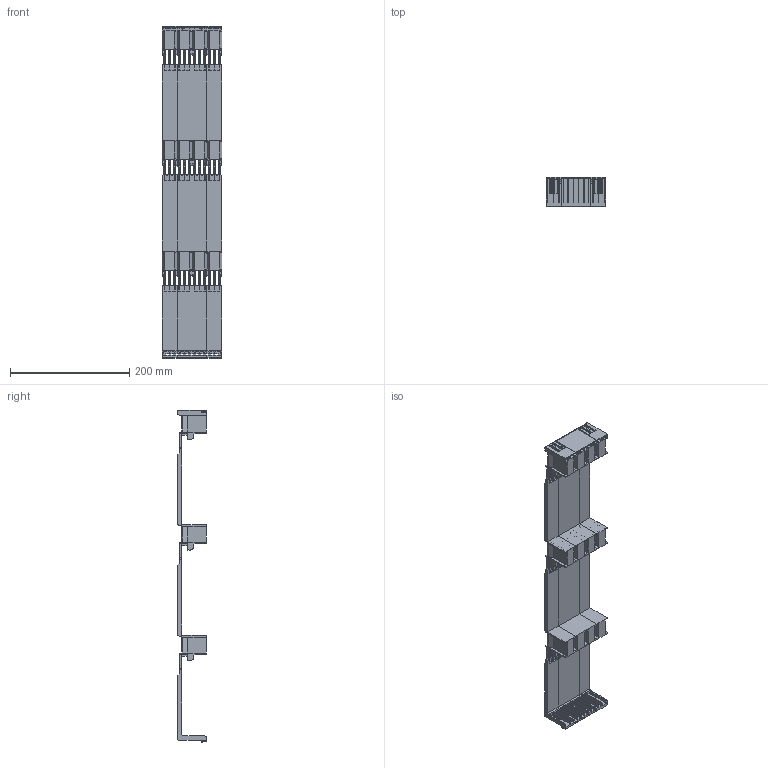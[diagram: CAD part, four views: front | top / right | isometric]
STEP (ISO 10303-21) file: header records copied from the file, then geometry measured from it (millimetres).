
FILE_DESCRIPTION(/* description */ ('STEP AP214'),/* implementation_level */ '2;1');
FILE_NAME(/* name */ '01434',/* time_stamp */ '2023-09-18T10:47:26+02:00',/* author */ ('License CC BY-ND 4.0'),/* organization */ ('CADENAS'),/* preprocessor_version */ 'ST-DEVELOPER v19.3',/* originating_system */ 'PARTsolutions',/* authorisation */ ' ');
FILE_SCHEMA (('AUTOMOTIVE_DESIGN {1 0 10303 214 3 1 1}'));
Length unit declared in the file: millimetre
Products named in the file (4): 01434; 01434000A-end_cover_M1001; 01434000A-end_cover_R1001; 01434000A-end_cover_L1001
Assembly tree (3 placements, depth 2):
  01434
    01434000A-end_cover_M1001
    01434000A-end_cover_R1001
    01434000A-end_cover_L1001
Bounding box: 100 x 48.5 x 556 mm (x, y, z)
Volume: 395190 mm3; surface area: 266857.1 mm2
Topology: 3 solids, 3 shells, 1188 faces, 3741 edges, 2488 vertices
Faces by surface type: plane 1057, cylinder 131
Entity records: 41098 total; most frequent: ORIENTED_EDGE 7482, CARTESIAN_POINT 7421, DIRECTION 6421, EDGE_CURVE 3741, LINE 3445, VECTOR 3445, VERTEX_POINT 2488, AXIS2_PLACEMENT_3D 1488
